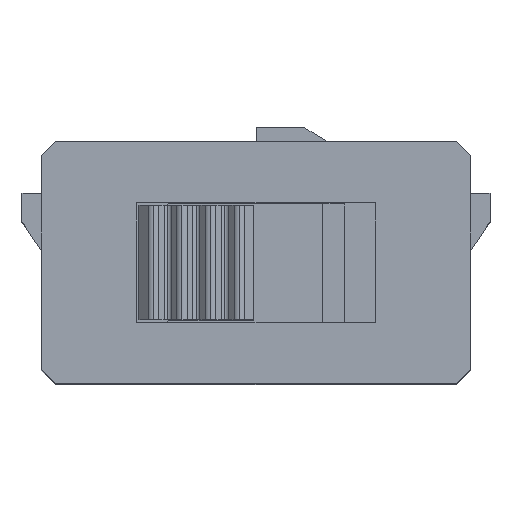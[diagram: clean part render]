
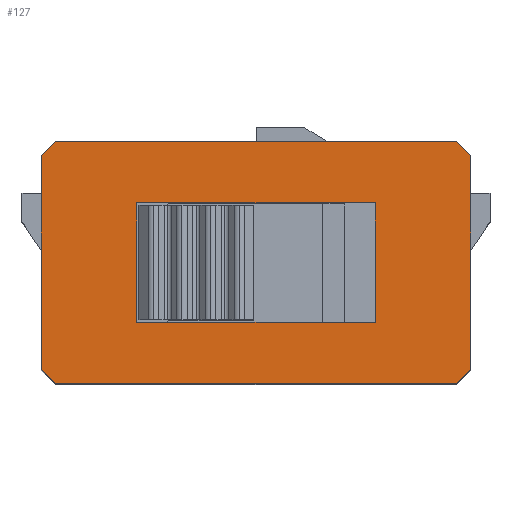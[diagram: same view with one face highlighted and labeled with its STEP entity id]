
A CAD part, top view. The second image highlights one B-rep face of the part: STEP entity #127.
In plain terms, the highlighted planar face has unit normal (0, 0, 1).
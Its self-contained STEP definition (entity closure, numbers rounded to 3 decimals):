
#127=ADVANCED_FACE('',(#368,#369),#370,.T.);
#368=FACE_OUTER_BOUND('',#680,.T.);
#369=FACE_BOUND('',#681,.T.);
#370=PLANE('',#682);
#680=EDGE_LOOP('',(#1554,#1555,#1556,#1557,#1558,#1559,#1560,#1561));
#681=EDGE_LOOP('',(#1562,#1563,#1564,#1565));
#682=AXIS2_PLACEMENT_3D('',#1566,#1567,#1568);
#1554=ORIENTED_EDGE('',*,*,#2245,.F.);
#1555=ORIENTED_EDGE('',*,*,#2391,.T.);
#1556=ORIENTED_EDGE('',*,*,#2256,.F.);
#1557=ORIENTED_EDGE('',*,*,#2392,.T.);
#1558=ORIENTED_EDGE('',*,*,#2393,.F.);
#1559=ORIENTED_EDGE('',*,*,#2381,.T.);
#1560=ORIENTED_EDGE('',*,*,#2377,.F.);
#1561=ORIENTED_EDGE('',*,*,#2375,.T.);
#1562=ORIENTED_EDGE('',*,*,#2389,.F.);
#1563=ORIENTED_EDGE('',*,*,#2390,.F.);
#1564=ORIENTED_EDGE('',*,*,#2384,.F.);
#1565=ORIENTED_EDGE('',*,*,#2387,.F.);
#1566=CARTESIAN_POINT('',(0.0,0.0,3.5));
#1567=DIRECTION('',(0.0,0.0,1.0));
#1568=DIRECTION('',(1.0,0.0,0.0));
#2245=EDGE_CURVE('',#2781,#2783,#2784,.T.);
#2256=EDGE_CURVE('',#2802,#2804,#2805,.T.);
#2375=EDGE_CURVE('',#2995,#2783,#2996,.F.);
#2377=EDGE_CURVE('',#2995,#2998,#2999,.T.);
#2381=EDGE_CURVE('',#3005,#2998,#3006,.F.);
#2384=EDGE_CURVE('',#3008,#3010,#3011,.T.);
#2387=EDGE_CURVE('',#3013,#3008,#3015,.T.);
#2389=EDGE_CURVE('',#3016,#3013,#3018,.T.);
#2390=EDGE_CURVE('',#3010,#3016,#3019,.T.);
#2391=EDGE_CURVE('',#2781,#2804,#3020,.F.);
#2392=EDGE_CURVE('',#2802,#3021,#3022,.F.);
#2393=EDGE_CURVE('',#3005,#3021,#3023,.T.);
#2781=VERTEX_POINT('',#3595);
#2783=VERTEX_POINT('',#3598);
#2784=LINE('',#3599,#3600);
#2802=VERTEX_POINT('',#3627);
#2804=VERTEX_POINT('',#3630);
#2805=LINE('',#3631,#3632);
#2995=VERTEX_POINT('',#3926);
#2996=LINE('',#3927,#3928);
#2998=VERTEX_POINT('',#3931);
#2999=LINE('',#3932,#3933);
#3005=VERTEX_POINT('',#3942);
#3006=LINE('',#3943,#3944);
#3008=VERTEX_POINT('',#3947);
#3010=VERTEX_POINT('',#3950);
#3011=LINE('',#3951,#3952);
#3013=VERTEX_POINT('',#3955);
#3015=LINE('',#3958,#3959);
#3016=VERTEX_POINT('',#3960);
#3018=LINE('',#3963,#3964);
#3019=LINE('',#3965,#3966);
#3020=LINE('',#3967,#3968);
#3021=VERTEX_POINT('',#3969);
#3022=LINE('',#3970,#3971);
#3023=LINE('',#3972,#3973);
#3595=CARTESIAN_POINT('',(-4.501,-2.241,3.5));
#3598=CARTESIAN_POINT('',(-4.501,2.241,3.5));
#3599=CARTESIAN_POINT('',(-4.501,0.0,3.5));
#3600=VECTOR('',#4437,1000.0);
#3627=CARTESIAN_POINT('',(4.201,-2.541,3.5));
#3630=CARTESIAN_POINT('',(-4.201,-2.541,3.5));
#3631=CARTESIAN_POINT('',(0.0,-2.541,3.5));
#3632=VECTOR('',#4448,1000.0);
#3926=CARTESIAN_POINT('',(-4.201,2.541,3.5));
#3927=CARTESIAN_POINT('',(-3.371,3.371,3.5));
#3928=VECTOR('',#4595,1000.0);
#3931=CARTESIAN_POINT('',(4.201,2.541,3.5));
#3932=CARTESIAN_POINT('',(0.0,2.541,3.5));
#3933=VECTOR('',#4597,1000.0);
#3942=CARTESIAN_POINT('',(4.501,2.241,3.5));
#3943=CARTESIAN_POINT('',(3.371,3.371,3.5));
#3944=VECTOR('',#4601,1000.0);
#3947=CARTESIAN_POINT('',(2.5,-1.25,3.5));
#3950=CARTESIAN_POINT('',(2.5,1.25,3.5));
#3951=CARTESIAN_POINT('',(2.5,-1.25,3.5));
#3952=VECTOR('',#4604,1000.0);
#3955=CARTESIAN_POINT('',(-2.5,-1.25,3.5));
#3958=CARTESIAN_POINT('',(-2.5,-1.25,3.5));
#3959=VECTOR('',#4607,1000.0);
#3960=CARTESIAN_POINT('',(-2.5,1.25,3.5));
#3963=CARTESIAN_POINT('',(-2.5,1.25,3.5));
#3964=VECTOR('',#4609,1000.0);
#3965=CARTESIAN_POINT('',(2.5,1.25,3.5));
#3966=VECTOR('',#4610,1000.0);
#3967=CARTESIAN_POINT('',(-3.371,-3.371,3.5));
#3968=VECTOR('',#4611,1000.0);
#3969=CARTESIAN_POINT('',(4.501,-2.241,3.5));
#3970=CARTESIAN_POINT('',(3.371,-3.371,3.5));
#3971=VECTOR('',#4612,1000.0);
#3972=CARTESIAN_POINT('',(4.501,0.0,3.5));
#3973=VECTOR('',#4613,1000.0);
#4437=DIRECTION('',(0.0,1.0,0.0));
#4448=DIRECTION('',(-1.0,-0.0,-0.0));
#4595=DIRECTION('',(0.707,0.707,-0.0));
#4597=DIRECTION('',(1.0,0.0,0.0));
#4601=DIRECTION('',(0.707,-0.707,0.0));
#4604=DIRECTION('',(0.0,1.0,0.0));
#4607=DIRECTION('',(1.0,0.0,0.0));
#4609=DIRECTION('',(0.0,-1.0,0.0));
#4610=DIRECTION('',(-1.0,0.0,0.0));
#4611=DIRECTION('',(-0.707,0.707,0.0));
#4612=DIRECTION('',(-0.707,-0.707,0.0));
#4613=DIRECTION('',(-0.0,-1.0,-0.0));
